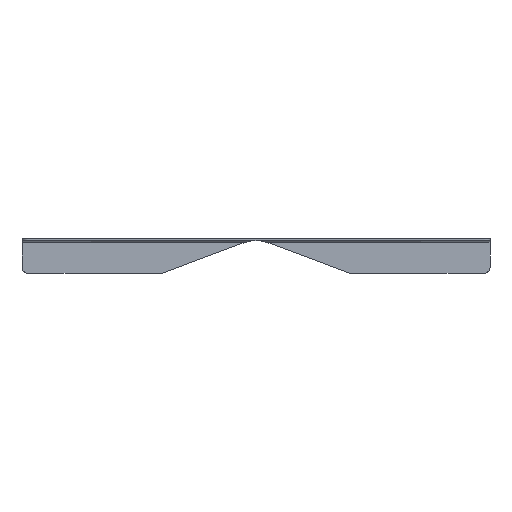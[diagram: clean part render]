
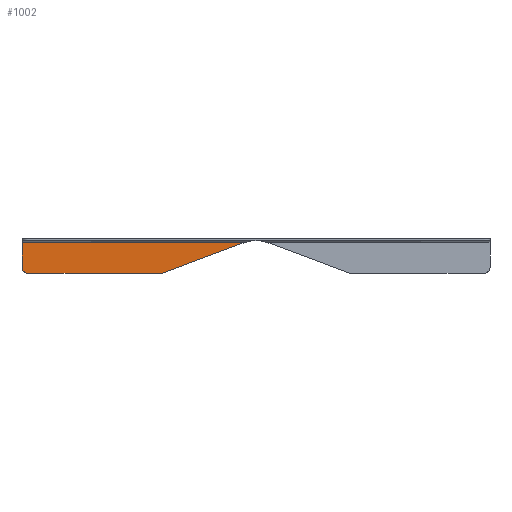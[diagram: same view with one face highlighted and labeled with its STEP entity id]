
A CAD part, front view. The second image highlights one B-rep face of the part: STEP entity #1002.
In plain terms, the highlighted planar face has unit normal (0, -1, 0).
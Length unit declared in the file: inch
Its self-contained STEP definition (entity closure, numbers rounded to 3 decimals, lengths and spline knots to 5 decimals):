
#41 = DIRECTION ( 'NONE',  ( 0., 1., 0. ) ) ;
#54 = VERTEX_POINT ( 'NONE', #1072 ) ;
#154 = VECTOR ( 'NONE', #435, 39.37008 ) ;
#181 = DIRECTION ( 'NONE',  ( 0., 1., 0. ) ) ;
#201 = CARTESIAN_POINT ( 'NONE',  ( -7.5, -0.06, -1.1 ) ) ;
#231 = VERTEX_POINT ( 'NONE', #1582 ) ;
#235 = CARTESIAN_POINT ( 'NONE',  ( -7.5, -0.06, -0.9125 ) ) ;
#267 = CARTESIAN_POINT ( 'NONE',  ( -11.25161, -0.06, -0.123 ) ) ;
#271 = AXIS2_PLACEMENT_3D ( 'NONE', #201, #181, #903 ) ;
#282 = CARTESIAN_POINT ( 'NONE',  ( -7.5, -0.06, -0.123 ) ) ;
#288 = EDGE_LOOP ( 'NONE', ( #1648, #699, #822, #584, #1456 ) ) ;
#320 = PLANE ( 'NONE',  #271 ) ;
#342 = CARTESIAN_POINT ( 'NONE',  ( -3., -0.06, -1.1 ) ) ;
#435 = DIRECTION ( 'NONE',  ( 1., 0., 0. ) ) ;
#491 = VERTEX_POINT ( 'NONE', #235 ) ;
#521 = VECTOR ( 'NONE', #1440, 39.37008 ) ;
#558 = DIRECTION ( 'NONE',  ( 0.937, 0., 0.35 ) ) ;
#584 = ORIENTED_EDGE ( 'NONE', *, *, #1231, .T. ) ;
#594 = LINE ( 'NONE', #1007, #1248 ) ;
#699 = ORIENTED_EDGE ( 'NONE', *, *, #917, .T. ) ;
#759 = AXIS2_PLACEMENT_3D ( 'NONE', #1320, #41, #1219 ) ;
#822 = ORIENTED_EDGE ( 'NONE', *, *, #988, .F. ) ;
#889 = EDGE_CURVE ( 'NONE', #1485, #54, #594, .T. ) ;
#903 = DIRECTION ( 'NONE',  ( 0., 0., 1. ) ) ;
#917 = EDGE_CURVE ( 'NONE', #1487, #491, #1299, .T. ) ;
#920 = CARTESIAN_POINT ( 'NONE',  ( -7.5, -0.06, -0.123 ) ) ;
#988 = EDGE_CURVE ( 'NONE', #231, #491, #1638, .T. ) ;
#997 = CARTESIAN_POINT ( 'NONE',  ( -7.5, -0.06, -1.1 ) ) ;
#1002 = ADVANCED_FACE ( 'NONE', ( #1196 ), #320, .F. ) ;
#1007 = CARTESIAN_POINT ( 'NONE',  ( -3., -0.06, -1.1 ) ) ;
#1059 = VECTOR ( 'NONE', #1275, 39.37008 ) ;
#1072 = CARTESIAN_POINT ( 'NONE',  ( -0.38421, -0.06, -0.123 ) ) ;
#1196 = FACE_OUTER_BOUND ( 'NONE', #288, .T. ) ;
#1201 = EDGE_CURVE ( 'NONE', #54, #1487, #1871, .T. ) ;
#1219 = DIRECTION ( 'NONE',  ( 0., 0., -1. ) ) ;
#1231 = EDGE_CURVE ( 'NONE', #231, #1485, #1722, .T. ) ;
#1248 = VECTOR ( 'NONE', #558, 39.37008 ) ;
#1275 = DIRECTION ( 'NONE',  ( -1., 0., 0. ) ) ;
#1299 = LINE ( 'NONE', #282, #521 ) ;
#1320 = CARTESIAN_POINT ( 'NONE',  ( -7.3125, -0.06, -0.9125 ) ) ;
#1440 = DIRECTION ( 'NONE',  ( 0., 0., -1. ) ) ;
#1456 = ORIENTED_EDGE ( 'NONE', *, *, #889, .T. ) ;
#1485 = VERTEX_POINT ( 'NONE', #342 ) ;
#1487 = VERTEX_POINT ( 'NONE', #920 ) ;
#1582 = CARTESIAN_POINT ( 'NONE',  ( -7.3125, -0.06, -1.1 ) ) ;
#1638 = CIRCLE ( 'NONE', #759, 0.1875 ) ;
#1648 = ORIENTED_EDGE ( 'NONE', *, *, #1201, .T. ) ;
#1722 = LINE ( 'NONE', #997, #154 ) ;
#1871 = LINE ( 'NONE', #267, #1059 ) ;
